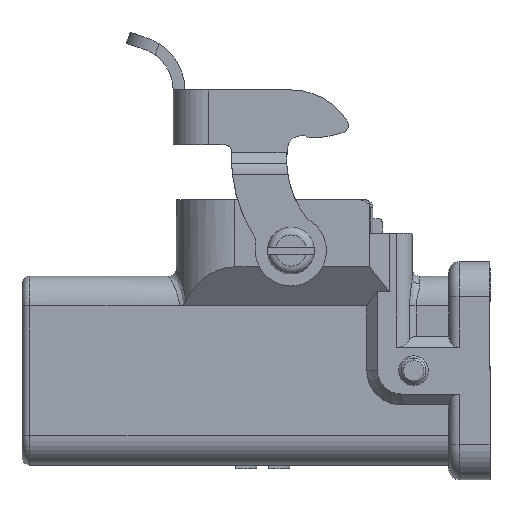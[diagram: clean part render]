
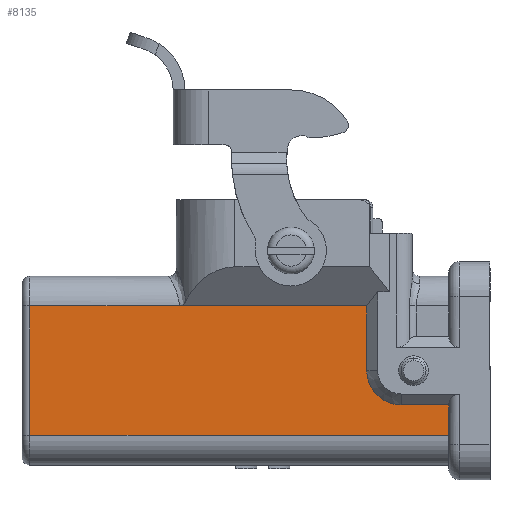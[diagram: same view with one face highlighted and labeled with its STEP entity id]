
A CAD part, left-side view. The second image highlights one B-rep face of the part: STEP entity #8135.
In plain terms, the highlighted planar face has unit normal (-1, 0, 0).
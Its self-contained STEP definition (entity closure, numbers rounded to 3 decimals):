
#674=DIRECTION('',(0.,1.,0.));
#675=VECTOR('',#674,24.048);
#676=CARTESIAN_POINT('',(-12.1,15.8,8.3));
#677=LINE('',#676,#675);
#698=DIRECTION('',(0.,0.,1.));
#699=VECTOR('',#698,8.3);
#700=CARTESIAN_POINT('',(-12.1,15.8,
0.));
#701=LINE('',#700,#699);
#984=DIRECTION('',(0.,1.,0.));
#985=VECTOR('',#984,19.152);
#986=CARTESIAN_POINT('',(-12.1,39.848,8.3));
#987=LINE('',#986,#985);
#992=CARTESIAN_POINT('',(-12.1,11.4,0.));
#993=DIRECTION('',(-1.,0.,0.));
#994=DIRECTION('',(0.,1.,0.));
#995=AXIS2_PLACEMENT_3D('',#992,#993,#994);
#1001=DIRECTION('',(0.,-1.,0.));
#1002=VECTOR('',#1001,53.7);
#1003=CARTESIAN_POINT('',(-12.1,59.,-8.3));
#1004=LINE('',#1003,#1002);
#1141=DIRECTION('',(0.,0.,-1.));
#1142=VECTOR('',#1141,16.6);
#1143=CARTESIAN_POINT('',(-12.1,59.,8.3));
#1144=LINE('',#1143,#1142);
#2756=DIRECTION('',(0.,1.,0.));
#2757=VECTOR('',#2756,6.1);
#2758=CARTESIAN_POINT('',(-12.1,5.3,
-4.4));
#2759=LINE('',#2758,#2757);
#2764=DIRECTION('',(0.,0.,1.));
#2765=VECTOR('',#2764,3.9);
#2766=CARTESIAN_POINT('',(-12.1,5.3,
-8.3));
#2767=LINE('',#2766,#2765);
#5767=CARTESIAN_POINT('',(-12.1,15.8,8.3));
#5769=VERTEX_POINT('',#5767);
#5770=CARTESIAN_POINT('',(-12.1,39.848,8.3));
#5771=VERTEX_POINT('',#5770);
#5774=CARTESIAN_POINT('',(-12.1,15.8,
0.));
#5775=VERTEX_POINT('',#5774);
#5816=CARTESIAN_POINT('',(-12.1,5.3,-8.3));
#5817=VERTEX_POINT('',#5816);
#5845=CARTESIAN_POINT('',(-12.1,59.,8.3));
#5846=VERTEX_POINT('',#5845);
#5849=CARTESIAN_POINT('',(-12.1,59.,-8.3));
#5850=VERTEX_POINT('',#5849);
#5851=CARTESIAN_POINT('',(-12.1,11.4,
-4.4));
#5852=VERTEX_POINT('',#5851);
#5853=CARTESIAN_POINT('',(-12.1,5.3,
-4.4));
#5854=VERTEX_POINT('',#5853);
#8115=CARTESIAN_POINT('',(-12.1,31.996,
0.));
#8116=DIRECTION('',(1.,0.,0.));
#8117=DIRECTION('',(0.,0.,1.));
#8118=AXIS2_PLACEMENT_3D('',#8115,#8116,#8117);
#8119=PLANE('',#8118);
#8121=ORIENTED_EDGE('',*,*,#8120,.F.);
#8123=ORIENTED_EDGE('',*,*,#8122,.F.);
#8124=ORIENTED_EDGE('',*,*,#8103,.F.);
#8125=ORIENTED_EDGE('',*,*,#7768,.F.);
#8126=ORIENTED_EDGE('',*,*,#7789,.F.);
#8128=ORIENTED_EDGE('',*,*,#8127,.T.);
#8130=ORIENTED_EDGE('',*,*,#8129,.F.);
#8132=ORIENTED_EDGE('',*,*,#8131,.F.);
#8133=EDGE_LOOP('',(#8121,#8123,#8124,#8125,#8126,#8128,#8130,#8132));
#8134=FACE_OUTER_BOUND('',#8133,.F.);
#8135=ADVANCED_FACE('',(#8134),#8119,.F.);
#996=CIRCLE('',#995,4.4);
#7768=EDGE_CURVE('',#5769,#5771,#677,.T.);
#7789=EDGE_CURVE('',#5775,#5769,#701,.T.);
#8103=EDGE_CURVE('',#5771,#5846,#987,.T.);
#8120=EDGE_CURVE('',#5850,#5817,#1004,.T.);
#8122=EDGE_CURVE('',#5846,#5850,#1144,.T.);
#8127=EDGE_CURVE('',#5775,#5852,#996,.T.);
#8129=EDGE_CURVE('',#5854,#5852,#2759,.T.);
#8131=EDGE_CURVE('',#5817,#5854,#2767,.T.);
